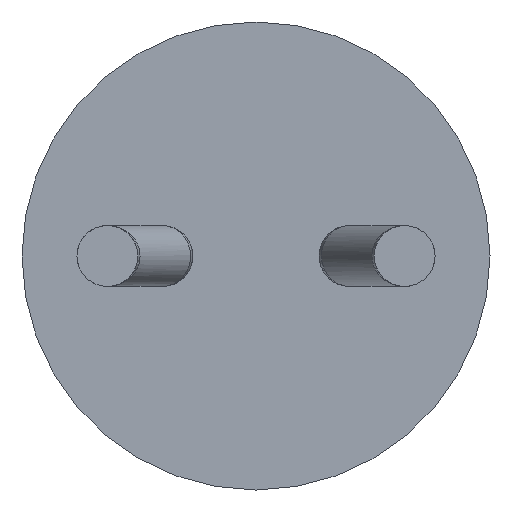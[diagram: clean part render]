
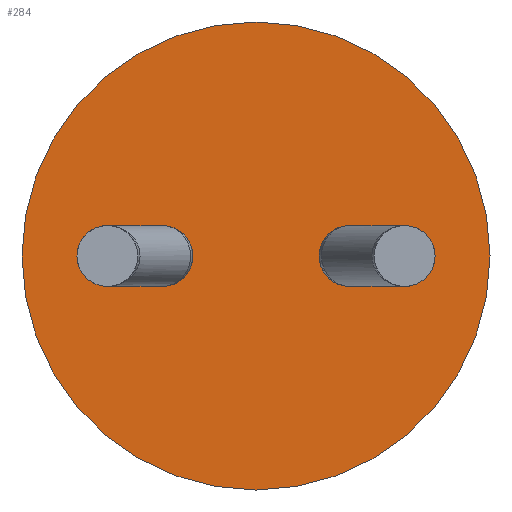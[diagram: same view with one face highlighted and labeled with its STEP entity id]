
A CAD part, front view. The second image highlights one B-rep face of the part: STEP entity #284.
In plain terms, the highlighted planar face has unit normal (0, -1, 0).
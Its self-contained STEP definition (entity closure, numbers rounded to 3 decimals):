
#52=PLANE('',#328);
#81=FACE_OUTER_BOUND('',#103,.T.);
#103=EDGE_LOOP('',(#211));
#127=CIRCLE('',#326,1.);
#136=VERTEX_POINT('',#484);
#163=EDGE_CURVE('',#136,#136,#127,.T.);
#211=ORIENTED_EDGE('',*,*,#163,.F.);
#284=ADVANCED_FACE('',(#81),#52,.F.);
#326=AXIS2_PLACEMENT_3D('',#486,#384,#385);
#328=AXIS2_PLACEMENT_3D('',#488,#388,#389);
#384=DIRECTION('center_axis',(0.,1.,0.));
#385=DIRECTION('ref_axis',(1.,0.,0.));
#388=DIRECTION('center_axis',(0.,1.,0.));
#389=DIRECTION('ref_axis',(1.,0.,0.));
#484=CARTESIAN_POINT('',(-1.,1.,0.));
#486=CARTESIAN_POINT('Origin',(0.,1.,0.));
#488=CARTESIAN_POINT('Origin',(0.,1.,0.));
